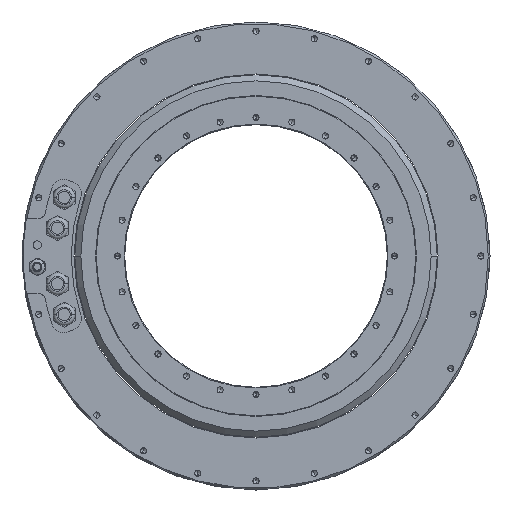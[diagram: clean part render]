
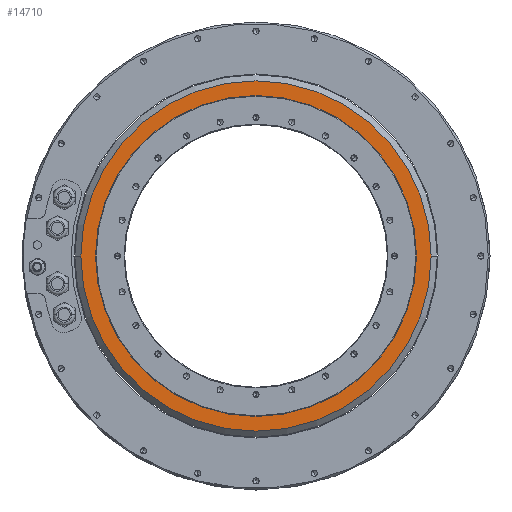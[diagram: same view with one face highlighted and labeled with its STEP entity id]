
A CAD part, left-side view. The second image highlights one B-rep face of the part: STEP entity #14710.
In plain terms, the highlighted planar face has unit normal (-1, 0, 0).
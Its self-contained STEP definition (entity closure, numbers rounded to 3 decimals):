
#11034=CARTESIAN_POINT('',(-58.,0.,0.));
#11035=DIRECTION('',(1.,0.,0.));
#11036=DIRECTION('',(0.,1.,0.));
#11037=AXIS2_PLACEMENT_3D('',#11034,#11035,#11036);
#11049=CARTESIAN_POINT('',(-58.,0.,0.));
#11050=DIRECTION('',(-1.,0.,0.));
#11051=DIRECTION('',(0.,1.,0.));
#11052=AXIS2_PLACEMENT_3D('',#11049,#11050,#11051);
#11057=CARTESIAN_POINT('',(-58.,0.,0.));
#11058=DIRECTION('',(-1.,0.,0.));
#11059=DIRECTION('',(0.,1.,0.));
#11060=AXIS2_PLACEMENT_3D('',#11057,#11058,#11059);
#11065=CARTESIAN_POINT('',(-58.,0.,0.));
#11066=DIRECTION('',(1.,0.,0.));
#11067=DIRECTION('',(0.,1.,0.));
#11068=AXIS2_PLACEMENT_3D('',#11065,#11066,#11067);
#13927=CARTESIAN_POINT('',(-58.,144.1,0.));
#13928=VERTEX_POINT('',#13927);
#13929=CARTESIAN_POINT('',(-58.,132.,0.));
#13931=VERTEX_POINT('',#13929);
#13961=CARTESIAN_POINT('',(-58.,-144.1,0.));
#13962=VERTEX_POINT('',#13961);
#13963=CARTESIAN_POINT('',(-58.,-132.,0.));
#13965=VERTEX_POINT('',#13963);
#14695=CARTESIAN_POINT('',(-58.,0.,0.));
#14696=DIRECTION('',(-1.,0.,0.));
#14697=DIRECTION('',(0.,1.,0.));
#14698=AXIS2_PLACEMENT_3D('',#14695,#14696,#14697);
#14699=PLANE('',#14698);
#14701=ORIENTED_EDGE('',*,*,#14700,.F.);
#14703=ORIENTED_EDGE('',*,*,#14702,.T.);
#14704=EDGE_LOOP('',(#14701,#14703));
#14705=FACE_OUTER_BOUND('',#14704,.F.);
#14706=ORIENTED_EDGE('',*,*,#14674,.F.);
#14707=ORIENTED_EDGE('',*,*,#14690,.T.);
#14708=EDGE_LOOP('',(#14706,#14707));
#14709=FACE_BOUND('',#14708,.F.);
#14710=ADVANCED_FACE('',(#14705,#14709),#14699,.T.);
#11038=CIRCLE('',#11037,132.);
#11053=CIRCLE('',#11052,132.);
#11061=CIRCLE('',#11060,144.1);
#11069=CIRCLE('',#11068,144.1);
#14674=EDGE_CURVE('',#13931,#13965,#11038,.T.);
#14690=EDGE_CURVE('',#13931,#13965,#11053,.T.);
#14700=EDGE_CURVE('',#13928,#13962,#11061,.T.);
#14702=EDGE_CURVE('',#13928,#13962,#11069,.T.);
